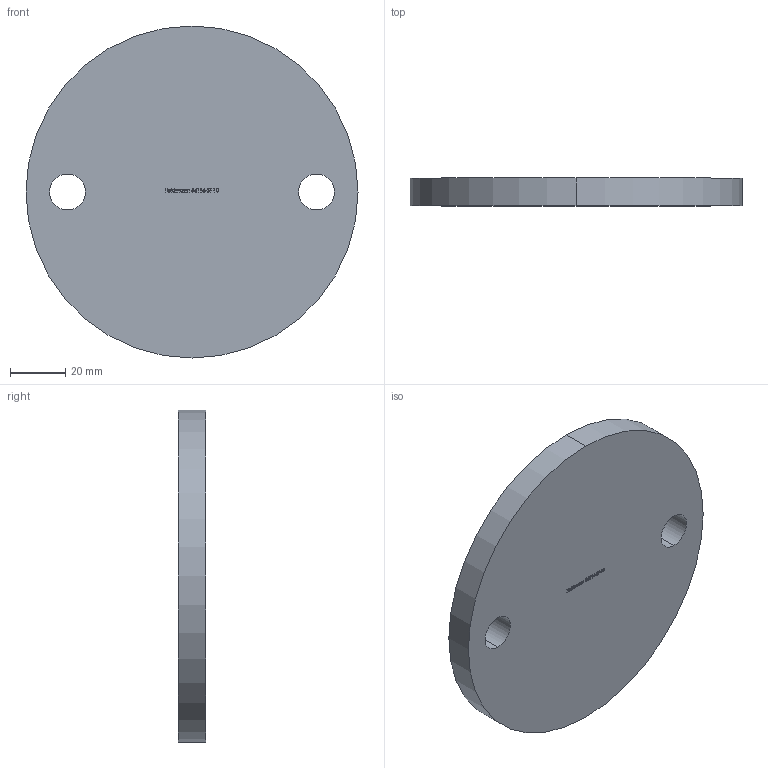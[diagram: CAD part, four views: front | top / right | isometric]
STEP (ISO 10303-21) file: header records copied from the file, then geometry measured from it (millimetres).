
FILE_DESCRIPTION (( 'STEP AP203' ), '1' );
FILE_NAME ('54116-ST-10.step', '2019-04-03T11:42:34', ( '' ), ( '' ), 'SwSTEP 2.0', 'SolidWorks 2015', '' );
FILE_SCHEMA (( 'CONFIG_CONTROL_DESIGN' ));
Length unit declared in the file: millimetre
Products named in the file (1): 54116-ST-10
Bounding box: 120 x 10 x 120 mm (x, y, z)
Volume: 110442.1 mm3; surface area: 26684.5 mm2
Topology: 1 solids, 1 shells, 234 faces, 621 edges, 414 vertices
Faces by surface type: plane 139, bspline 89, cylinder 6
Entity records: 11836 total; most frequent: CARTESIAN_POINT 6527, ORIENTED_EDGE 1242, DIRECTION 747, EDGE_CURVE 621, VECTOR 431, LINE 431, VERTEX_POINT 414, EDGE_LOOP 263
